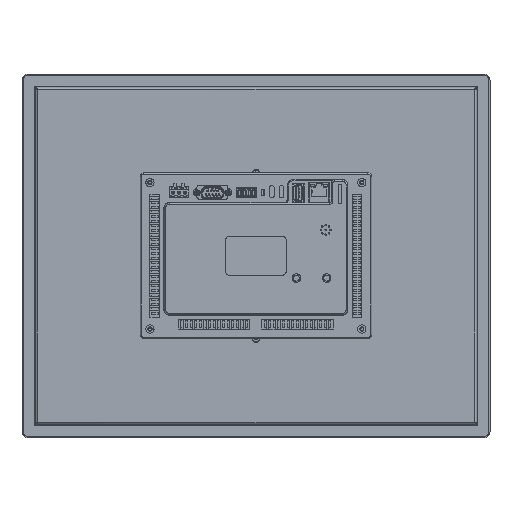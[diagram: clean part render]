
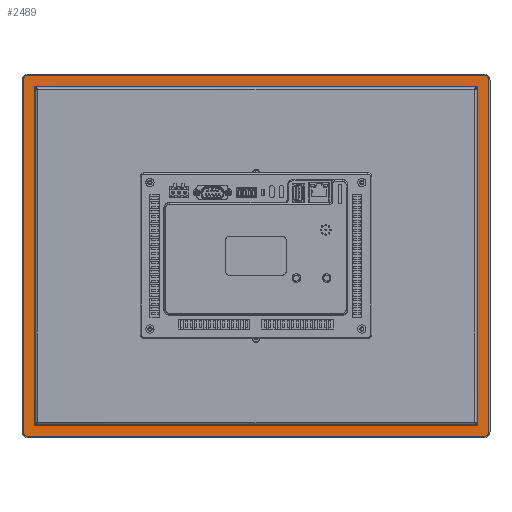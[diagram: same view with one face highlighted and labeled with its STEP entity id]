
A CAD part, top view. The second image highlights one B-rep face of the part: STEP entity #2489.
In plain terms, the highlighted planar face has unit normal (0, 0, 1).
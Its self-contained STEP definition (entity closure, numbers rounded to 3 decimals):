
#2489=ADVANCED_FACE('',(#34000,#34002),#34004,.T.);
#34000=FACE_BOUND('',#34001,.T.);
#34001=EDGE_LOOP('',(#67790,#67791,#67792,#67793,#67794,#67795,#67796,#67797));
#34002=FACE_BOUND('',#34003,.T.);
#34003=EDGE_LOOP('',(#67798,#67799,#67800,#67801));
#34004=PLANE('',#34005);
#34005=AXIS2_PLACEMENT_3D('',#34006,#34007,#34008);
#34006=CARTESIAN_POINT('',(0.,0.,2.));
#34007=DIRECTION('',(0.,0.,1.));
#34008=DIRECTION('',(1.,0.,0.));
#67790=ORIENTED_EDGE('',*,*,#88966,.T.);
#67791=ORIENTED_EDGE('',*,*,#88952,.T.);
#67792=ORIENTED_EDGE('',*,*,#88955,.T.);
#67793=ORIENTED_EDGE('',*,*,#88957,.T.);
#67794=ORIENTED_EDGE('',*,*,#88959,.T.);
#67795=ORIENTED_EDGE('',*,*,#88961,.T.);
#67796=ORIENTED_EDGE('',*,*,#88963,.T.);
#67797=ORIENTED_EDGE('',*,*,#88965,.T.);
#67798=ORIENTED_EDGE('',*,*,#88968,.F.);
#67799=ORIENTED_EDGE('',*,*,#88971,.F.);
#67800=ORIENTED_EDGE('',*,*,#88973,.F.);
#67801=ORIENTED_EDGE('',*,*,#88974,.F.);
#88952=EDGE_CURVE('',#100007,#100005,#100008,.T.);
#88955=EDGE_CURVE('',#100005,#100010,#100012,.T.);
#88957=EDGE_CURVE('',#100010,#100013,#100015,.T.);
#88959=EDGE_CURVE('',#100013,#100016,#100018,.T.);
#88961=EDGE_CURVE('',#100016,#100019,#100021,.T.);
#88963=EDGE_CURVE('',#100019,#100022,#100024,.T.);
#88965=EDGE_CURVE('',#100022,#100025,#100027,.T.);
#88966=EDGE_CURVE('',#100025,#100007,#100028,.T.);
#88968=EDGE_CURVE('',#100029,#100031,#100032,.T.);
#88971=EDGE_CURVE('',#100034,#100029,#100036,.T.);
#88973=EDGE_CURVE('',#100037,#100034,#100039,.T.);
#88974=EDGE_CURVE('',#100031,#100037,#100040,.T.);
#100005=VERTEX_POINT('',#116833);
#100007=VERTEX_POINT('',#116837);
#100008=CIRCLE('',#116838,4.);
#100010=VERTEX_POINT('',#116845);
#100012=LINE('',#116849,#116850);
#100013=VERTEX_POINT('',#116852);
#100015=CIRCLE('',#116856,4.);
#100016=VERTEX_POINT('',#116860);
#100018=LINE('',#116864,#116865);
#100019=VERTEX_POINT('',#116867);
#100021=CIRCLE('',#116871,4.);
#100022=VERTEX_POINT('',#116875);
#100024=LINE('',#116879,#116880);
#100025=VERTEX_POINT('',#116882);
#100027=CIRCLE('',#116886,4.);
#100028=LINE('',#116890,#116891);
#100029=VERTEX_POINT('',#116893);
#100031=VERTEX_POINT('',#116897);
#100032=LINE('',#116898,#116899);
#100034=VERTEX_POINT('',#116904);
#100036=LINE('',#116908,#116909);
#100037=VERTEX_POINT('',#116911);
#100039=LINE('',#116915,#116916);
#100040=LINE('',#116918,#116919);
#116833=CARTESIAN_POINT('',(-192.,145.,2.));
#116837=CARTESIAN_POINT('',(-188.,149.,2.));
#116838=AXIS2_PLACEMENT_3D('',#116839,#116840,#116841);
#116839=CARTESIAN_POINT('',(-188.,145.,2.));
#116840=DIRECTION('',(0.,0.,1.));
#116841=DIRECTION('',(0.,1.,0.));
#116845=CARTESIAN_POINT('',(-192.,-145.,2.));
#116849=CARTESIAN_POINT('',(-192.,145.,2.));
#116850=VECTOR('',#116851,1.);
#116851=DIRECTION('',(0.,-1.,0.));
#116852=CARTESIAN_POINT('',(-188.,-149.,2.));
#116856=AXIS2_PLACEMENT_3D('',#116857,#116858,#116859);
#116857=CARTESIAN_POINT('',(-188.,-145.,2.));
#116858=DIRECTION('',(0.,0.,1.));
#116859=DIRECTION('',(-1.,0.,0.));
#116860=CARTESIAN_POINT('',(188.,-149.,2.));
#116864=CARTESIAN_POINT('',(-188.,-149.,2.));
#116865=VECTOR('',#116866,1.);
#116866=DIRECTION('',(1.,0.,0.));
#116867=CARTESIAN_POINT('',(192.,-145.,2.));
#116871=AXIS2_PLACEMENT_3D('',#116872,#116873,#116874);
#116872=CARTESIAN_POINT('',(188.,-145.,2.));
#116873=DIRECTION('',(0.,0.,1.));
#116874=DIRECTION('',(0.,-1.,0.));
#116875=CARTESIAN_POINT('',(192.,145.,2.));
#116879=CARTESIAN_POINT('',(192.,-145.,2.));
#116880=VECTOR('',#116881,1.);
#116881=DIRECTION('',(0.,1.,0.));
#116882=CARTESIAN_POINT('',(188.,149.,2.));
#116886=AXIS2_PLACEMENT_3D('',#116887,#116888,#116889);
#116887=CARTESIAN_POINT('',(188.,145.,2.));
#116888=DIRECTION('',(0.,0.,1.));
#116889=DIRECTION('',(1.,0.,0.));
#116890=CARTESIAN_POINT('',(188.,149.,2.));
#116891=VECTOR('',#116892,1.);
#116892=DIRECTION('',(-1.,0.,0.));
#116893=CARTESIAN_POINT('',(183.,140.,2.));
#116897=CARTESIAN_POINT('',(-183.,140.,2.));
#116898=CARTESIAN_POINT('',(183.,140.,2.));
#116899=VECTOR('',#116900,1.);
#116900=DIRECTION('',(-1.,0.,0.));
#116904=CARTESIAN_POINT('',(183.,-140.,2.));
#116908=CARTESIAN_POINT('',(183.,-140.,2.));
#116909=VECTOR('',#116910,1.);
#116910=DIRECTION('',(0.,1.,0.));
#116911=CARTESIAN_POINT('',(-183.,-140.,2.));
#116915=CARTESIAN_POINT('',(-183.,-140.,2.));
#116916=VECTOR('',#116917,1.);
#116917=DIRECTION('',(1.,0.,0.));
#116918=CARTESIAN_POINT('',(-183.,140.,2.));
#116919=VECTOR('',#116920,1.);
#116920=DIRECTION('',(0.,-1.,0.));
